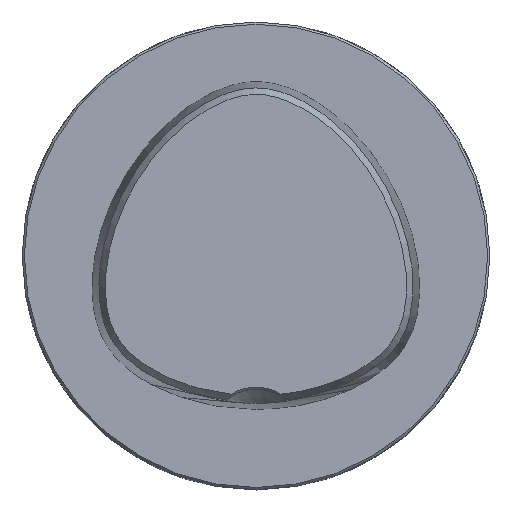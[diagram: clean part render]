
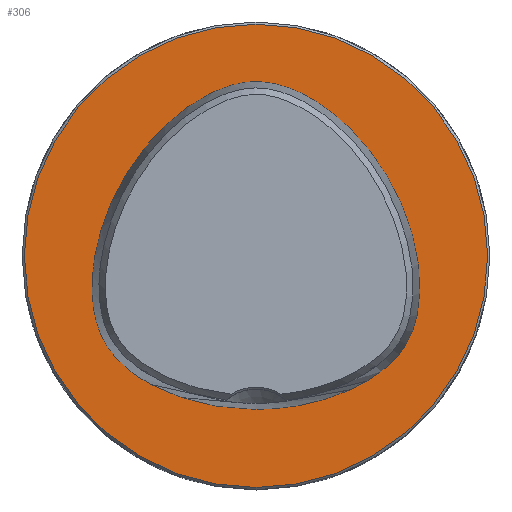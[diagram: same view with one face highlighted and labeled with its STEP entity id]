
A CAD part, top view. The second image highlights one B-rep face of the part: STEP entity #306.
In plain terms, the highlighted planar face has unit normal (0, 0, 1).
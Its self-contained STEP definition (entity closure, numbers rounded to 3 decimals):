
#281=B_SPLINE_CURVE_WITH_KNOTS('',3,(#1889,#1890,#1891,#1892,#1893,#1894,
#1895,#1896,#1897,#1898,#1899,#1900,#1901,#1902,#1903,#1904,#1905,#1906,
#1907,#1908,#1909,#1910,#1911,#1912,#1913,#1914,#1915,#1916,#1917,#1918,
#1919,#1920,#1921,#1922,#1923,#1924,#1925,#1926,#1927,#1928,#1929,#1930,
#1931,#1932,#1933,#1934,#1935,#1936,#1937,#1938,#1939,#1940,#1941,#1942,
#1943,#1944,#1945,#1946,#1947,#1948,#1949,#1950,#1951,#1952,#1953,#1954,
#1955,#1956,#1957,#1958,#1959),.UNSPECIFIED.,.T.,.F.,(1,1,2,1,1,1,1,1,1,
1,1,1,1,1,1,1,1,1,1,1,1,1,1,1,1,1,1,1,1,1,1,1,1,1,1,1,1,1,1,1,1,1,1,1,1,
1,1,1,1,1,1,1,1,1,1,1,1,1,1,1,1,1,1,1,1,1,1,1,1,1,2,1,1),(-0.031,-0.016,
0.,0.016,0.031,0.063,0.078,0.094,0.109,0.125,0.133,0.141,
0.148,0.156,0.164,0.172,0.18,0.188,0.195,0.203,
0.219,0.234,0.25,0.266,0.281,0.313,0.344,0.359,0.375,0.406,
0.422,0.438,0.453,0.469,0.484,0.492,0.5,0.508,0.516,
0.531,0.547,0.563,0.578,0.594,0.625,0.641,0.656,0.688,
0.719,0.734,0.75,0.766,0.781,0.797,0.805,0.813,0.82,
0.828,0.836,0.844,0.852,0.859,0.867,0.875,0.891,
0.906,0.922,0.938,0.969,0.984,1.,1.016,1.031),
 .UNSPECIFIED.);
#306=ADVANCED_FACE('CU_E_LO_SU_1',(#428,#429),#375,.F.);
#375=PLANE('',#1171);
#428=FACE_BOUND('',#486,.T.);
#429=FACE_BOUND('',#487,.T.);
#486=EDGE_LOOP('',(#626));
#487=EDGE_LOOP('',(#627));
#626=ORIENTED_EDGE('',*,*,#964,.T.);
#627=ORIENTED_EDGE('',*,*,#1002,.T.);
#863=VERTEX_POINT('',#1960);
#900=VERTEX_POINT('',#2433);
#964=EDGE_CURVE('',#863,#863,#281,.T.);
#1002=EDGE_CURVE('',#900,#900,#1099,.T.);
#1099=CIRCLE('',#1170,31.2);
#1170=AXIS2_PLACEMENT_3D('',#2432,#1309,#1310);
#1171=AXIS2_PLACEMENT_3D('',#2434,#1311,#1312);
#1309=DIRECTION('',(0.,0.,1.));
#1310=DIRECTION('',(1.,0.,0.));
#1311=DIRECTION('',(0.,0.,-1.));
#1312=DIRECTION('',(-1.,0.,0.));
#1889=CARTESIAN_POINT('',(0.721,-20.675,0.));
#1890=CARTESIAN_POINT('',(-0.721,-20.675,0.));
#1891=CARTESIAN_POINT('',(-2.165,-20.628,0.));
#1892=CARTESIAN_POINT('',(-5.038,-20.346,0.));
#1893=CARTESIAN_POINT('',(-7.877,-19.778,0.));
#1894=CARTESIAN_POINT('',(-10.631,-18.907,0.));
#1895=CARTESIAN_POINT('',(-12.641,-18.096,0.));
#1896=CARTESIAN_POINT('',(-14.576,-17.115,0.));
#1897=CARTESIAN_POINT('',(-16.103,-16.145,0.));
#1898=CARTESIAN_POINT('',(-17.253,-15.267,0.));
#1899=CARTESIAN_POINT('',(-18.072,-14.555,0.));
#1900=CARTESIAN_POINT('',(-18.838,-13.784,0.));
#1901=CARTESIAN_POINT('',(-19.538,-12.952,0.));
#1902=CARTESIAN_POINT('',(-20.159,-12.058,0.));
#1903=CARTESIAN_POINT('',(-20.688,-11.106,0.));
#1904=CARTESIAN_POINT('',(-21.12,-10.107,0.));
#1905=CARTESIAN_POINT('',(-21.46,-9.075,0.));
#1906=CARTESIAN_POINT('',(-21.718,-8.02,0.));
#1907=CARTESIAN_POINT('',(-21.963,-6.594,0.));
#1908=CARTESIAN_POINT('',(-22.104,-4.789,0.));
#1909=CARTESIAN_POINT('',(-22.053,-2.62,0.));
#1910=CARTESIAN_POINT('',(-21.81,-0.466,0.));
#1911=CARTESIAN_POINT('',(-21.395,1.661,0.));
#1912=CARTESIAN_POINT('',(-20.635,4.448,0.));
#1913=CARTESIAN_POINT('',(-19.324,7.819,0.));
#1914=CARTESIAN_POINT('',(-17.584,10.988,0.));
#1915=CARTESIAN_POINT('',(-15.954,13.372,0.));
#1916=CARTESIAN_POINT('',(-14.171,15.643,0.));
#1917=CARTESIAN_POINT('',(-12.16,17.727,0.));
#1918=CARTESIAN_POINT('',(-9.932,19.566,0.));
#1919=CARTESIAN_POINT('',(-8.152,20.804,0.));
#1920=CARTESIAN_POINT('',(-6.263,21.873,0.));
#1921=CARTESIAN_POINT('',(-4.268,22.734,0.));
#1922=CARTESIAN_POINT('',(-2.522,23.227,0.));
#1923=CARTESIAN_POINT('',(-1.087,23.439,0.));
#1924=CARTESIAN_POINT('',(0.,23.494,0.));
#1925=CARTESIAN_POINT('',(1.087,23.439,0.));
#1926=CARTESIAN_POINT('',(2.522,23.227,0.));
#1927=CARTESIAN_POINT('',(4.268,22.734,0.));
#1928=CARTESIAN_POINT('',(6.263,21.873,0.));
#1929=CARTESIAN_POINT('',(8.152,20.804,0.));
#1930=CARTESIAN_POINT('',(9.932,19.566,0.));
#1931=CARTESIAN_POINT('',(12.16,17.727,0.));
#1932=CARTESIAN_POINT('',(14.171,15.643,0.));
#1933=CARTESIAN_POINT('',(15.954,13.372,0.));
#1934=CARTESIAN_POINT('',(17.584,10.988,0.));
#1935=CARTESIAN_POINT('',(19.324,7.819,0.));
#1936=CARTESIAN_POINT('',(20.635,4.448,0.));
#1937=CARTESIAN_POINT('',(21.395,1.661,0.));
#1938=CARTESIAN_POINT('',(21.81,-0.466,0.));
#1939=CARTESIAN_POINT('',(22.053,-2.62,0.));
#1940=CARTESIAN_POINT('',(22.104,-4.789,0.));
#1941=CARTESIAN_POINT('',(21.963,-6.594,0.));
#1942=CARTESIAN_POINT('',(21.718,-8.02,0.));
#1943=CARTESIAN_POINT('',(21.46,-9.075,0.));
#1944=CARTESIAN_POINT('',(21.12,-10.107,0.));
#1945=CARTESIAN_POINT('',(20.688,-11.106,0.));
#1946=CARTESIAN_POINT('',(20.159,-12.058,0.));
#1947=CARTESIAN_POINT('',(19.538,-12.952,0.));
#1948=CARTESIAN_POINT('',(18.838,-13.784,0.));
#1949=CARTESIAN_POINT('',(18.072,-14.555,0.));
#1950=CARTESIAN_POINT('',(17.253,-15.267,0.));
#1951=CARTESIAN_POINT('',(16.103,-16.145,0.));
#1952=CARTESIAN_POINT('',(14.576,-17.115,0.));
#1953=CARTESIAN_POINT('',(12.641,-18.096,0.));
#1954=CARTESIAN_POINT('',(10.631,-18.907,0.));
#1955=CARTESIAN_POINT('',(7.877,-19.778,0.));
#1956=CARTESIAN_POINT('',(5.038,-20.346,0.));
#1957=CARTESIAN_POINT('',(2.165,-20.628,0.));
#1958=CARTESIAN_POINT('',(0.721,-20.675,0.));
#1959=CARTESIAN_POINT('',(-0.721,-20.675,0.));
#1960=CARTESIAN_POINT('',(0.,-20.675,0.));
#2432=CARTESIAN_POINT('',(0.,0.,0.));
#2433=CARTESIAN_POINT('',(31.2,0.,0.));
#2434=CARTESIAN_POINT('',(0.,1.392,0.));
